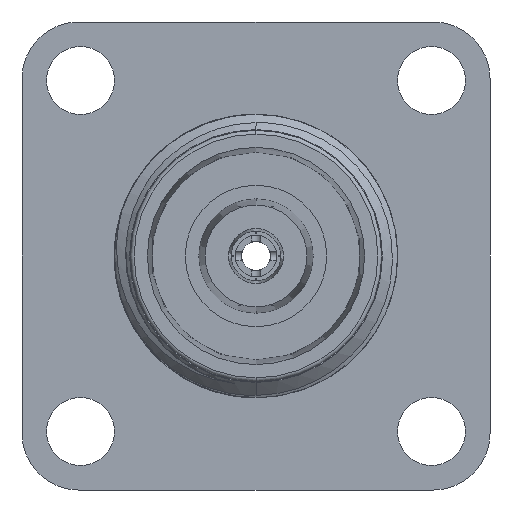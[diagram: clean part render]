
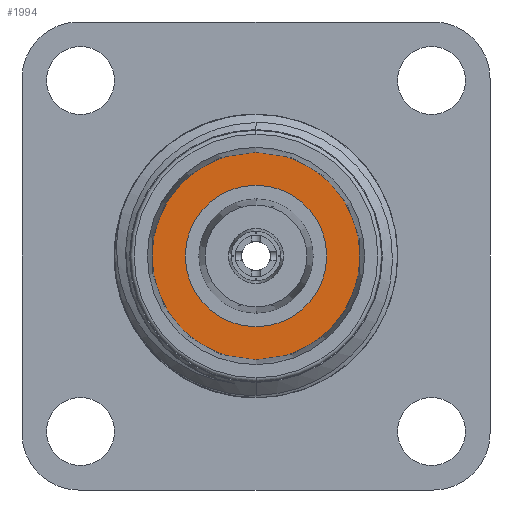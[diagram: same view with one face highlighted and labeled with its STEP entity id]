
A CAD part, left-side view. The second image highlights one B-rep face of the part: STEP entity #1994.
In plain terms, the highlighted planar face has unit normal (-1, 0, 0).
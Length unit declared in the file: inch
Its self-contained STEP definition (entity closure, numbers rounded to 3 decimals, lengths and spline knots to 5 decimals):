
#326 = DIRECTION ( 'NONE',  ( 0., 0., 1. ) ) ;
#368 = ORIENTED_EDGE ( 'NONE', *, *, #1437, .F. ) ;
#535 = CIRCLE ( 'NONE', #4114, 0.27529 ) ;
#836 = DIRECTION ( 'NONE',  ( -1., 0., 0. ) ) ;
#863 = VERTEX_POINT ( 'NONE', #4055 ) ;
#971 = PLANE ( 'NONE',  #4066 ) ;
#1005 = ORIENTED_EDGE ( 'NONE', *, *, #1817, .T. ) ;
#1437 = EDGE_CURVE ( 'NONE', #5509, #863, #5649, .T. ) ;
#1817 = EDGE_CURVE ( 'NONE', #4043, #3940, #5047, .T. ) ;
#1976 = CARTESIAN_POINT ( 'NONE',  ( 0.52287, 0., -0.18734 ) ) ;
#1994 = ADVANCED_FACE ( 'NONE', ( #4590, #2038 ), #971, .F. ) ;
#1996 = CIRCLE ( 'NONE', #6079, 0.18734 ) ;
#2038 = FACE_OUTER_BOUND ( 'NONE', #4160, .T. ) ;
#2457 = DIRECTION ( 'NONE',  ( -1., 0., 0. ) ) ;
#2612 = EDGE_CURVE ( 'NONE', #3940, #4043, #535, .T. ) ;
#2678 = CARTESIAN_POINT ( 'NONE',  ( 0.52287, 0., 0.27529 ) ) ;
#2706 = DIRECTION ( 'NONE',  ( -1., 0., 0. ) ) ;
#3080 = CARTESIAN_POINT ( 'NONE',  ( 0.52287, 0., -0.27529 ) ) ;
#3503 = AXIS2_PLACEMENT_3D ( 'NONE', #5118, #2706, #6088 ) ;
#3640 = CARTESIAN_POINT ( 'NONE',  ( 0.52287, 0., 0. ) ) ;
#3940 = VERTEX_POINT ( 'NONE', #3080 ) ;
#4019 = EDGE_LOOP ( 'NONE', ( #4577, #368 ) ) ;
#4043 = VERTEX_POINT ( 'NONE', #2678 ) ;
#4055 = CARTESIAN_POINT ( 'NONE',  ( 0.52287, 0., 0.18734 ) ) ;
#4066 = AXIS2_PLACEMENT_3D ( 'NONE', #4834, #4768, #4375 ) ;
#4114 = AXIS2_PLACEMENT_3D ( 'NONE', #6054, #5633, #4579 ) ;
#4160 = EDGE_LOOP ( 'NONE', ( #1005, #4268 ) ) ;
#4268 = ORIENTED_EDGE ( 'NONE', *, *, #2612, .T. ) ;
#4375 = DIRECTION ( 'NONE',  ( 0., 0., -1. ) ) ;
#4577 = ORIENTED_EDGE ( 'NONE', *, *, #5119, .F. ) ;
#4579 = DIRECTION ( 'NONE',  ( 0., 0., 1. ) ) ;
#4590 = FACE_BOUND ( 'NONE', #4019, .T. ) ;
#4768 = DIRECTION ( 'NONE',  ( 1., 0., 0. ) ) ;
#4834 = CARTESIAN_POINT ( 'NONE',  ( 0.52287, 0.18734, 0. ) ) ;
#4861 = DIRECTION ( 'NONE',  ( 0., 0., 1. ) ) ;
#5047 = CIRCLE ( 'NONE', #3503, 0.27529 ) ;
#5118 = CARTESIAN_POINT ( 'NONE',  ( 0.52287, 0., 0. ) ) ;
#5119 = EDGE_CURVE ( 'NONE', #863, #5509, #1996, .T. ) ;
#5504 = AXIS2_PLACEMENT_3D ( 'NONE', #6227, #2457, #4861 ) ;
#5509 = VERTEX_POINT ( 'NONE', #1976 ) ;
#5633 = DIRECTION ( 'NONE',  ( -1., 0., 0. ) ) ;
#5649 = CIRCLE ( 'NONE', #5504, 0.18734 ) ;
#6054 = CARTESIAN_POINT ( 'NONE',  ( 0.52287, 0., 0. ) ) ;
#6079 = AXIS2_PLACEMENT_3D ( 'NONE', #3640, #836, #326 ) ;
#6088 = DIRECTION ( 'NONE',  ( 0., 0., 1. ) ) ;
#6227 = CARTESIAN_POINT ( 'NONE',  ( 0.52287, 0., 0. ) ) ;
